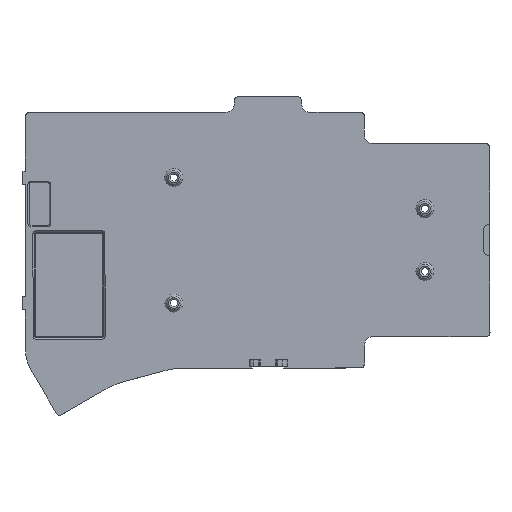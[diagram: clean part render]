
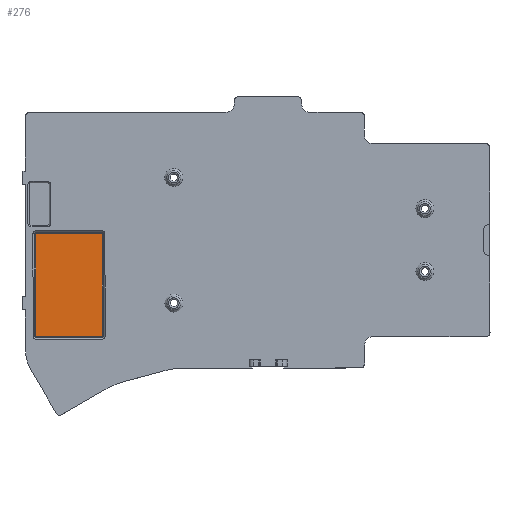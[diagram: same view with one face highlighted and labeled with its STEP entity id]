
A CAD part, top view. The second image highlights one B-rep face of the part: STEP entity #276.
In plain terms, the highlighted planar face has unit normal (0, 0, 1).
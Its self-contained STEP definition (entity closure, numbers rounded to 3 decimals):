
#95 = VERTEX_POINT('',#96);
#96 = CARTESIAN_POINT('',(141.244,40.13,0.904
    ));
#105 = VERTEX_POINT('',#106);
#106 = CARTESIAN_POINT('',(141.344,40.03,
    0.904));
#113 = EDGE_CURVE('',#95,#105,#114,.T.);
#114 = CIRCLE('',#115,0.1);
#115 = AXIS2_PLACEMENT_3D('',#116,#117,#118);
#116 = CARTESIAN_POINT('',(141.244,40.03,0.904)
  );
#117 = DIRECTION('',(0.,0.,
    -1.));
#118 = DIRECTION('',(-0.001,1.,
    0.));
#232 = VERTEX_POINT('',#233);
#233 = CARTESIAN_POINT('',(121.244,40.111,
    0.901));
#240 = EDGE_CURVE('',#232,#95,#241,.T.);
#241 = LINE('',#242,#243);
#242 = CARTESIAN_POINT('',(121.244,40.111,
    0.901));
#243 = VECTOR('',#244,1.);
#244 = DIRECTION('',(1.,0.001,
    0.));
#276 = ADVANCED_FACE('',(#277),#330,.T.);
#277 = FACE_BOUND('',#278,.F.);
#278 = EDGE_LOOP('',(#279,#280,#288,#297,#305,#314,#322,#329));
#279 = ORIENTED_EDGE('',*,*,#113,.T.);
#280 = ORIENTED_EDGE('',*,*,#281,.T.);
#281 = EDGE_CURVE('',#105,#282,#284,.T.);
#282 = VERTEX_POINT('',#283);
#283 = CARTESIAN_POINT('',(141.374,9.03,0.904
    ));
#284 = LINE('',#285,#286);
#285 = CARTESIAN_POINT('',(141.344,40.03,
    0.904));
#286 = VECTOR('',#287,1.);
#287 = DIRECTION('',(0.001,-1.,
    0.));
#288 = ORIENTED_EDGE('',*,*,#289,.T.);
#289 = EDGE_CURVE('',#282,#290,#292,.T.);
#290 = VERTEX_POINT('',#291);
#291 = CARTESIAN_POINT('',(141.274,8.93,0.904)
  );
#292 = CIRCLE('',#293,0.1);
#293 = AXIS2_PLACEMENT_3D('',#294,#295,#296);
#294 = CARTESIAN_POINT('',(141.274,9.03,0.904
    ));
#295 = DIRECTION('',(0.,0.,
    -1.));
#296 = DIRECTION('',(1.,0.001,
    0.));
#297 = ORIENTED_EDGE('',*,*,#298,.T.);
#298 = EDGE_CURVE('',#290,#299,#301,.T.);
#299 = VERTEX_POINT('',#300);
#300 = CARTESIAN_POINT('',(121.274,8.911,0.901
    ));
#301 = LINE('',#302,#303);
#302 = CARTESIAN_POINT('',(141.274,8.93,0.904)
  );
#303 = VECTOR('',#304,1.);
#304 = DIRECTION('',(-1.,-0.001,
    0.));
#305 = ORIENTED_EDGE('',*,*,#306,.T.);
#306 = EDGE_CURVE('',#299,#307,#309,.T.);
#307 = VERTEX_POINT('',#308);
#308 = CARTESIAN_POINT('',(121.174,9.011,0.901)
  );
#309 = CIRCLE('',#310,0.1);
#310 = AXIS2_PLACEMENT_3D('',#311,#312,#313);
#311 = CARTESIAN_POINT('',(121.274,9.011,0.901)
  );
#312 = DIRECTION('',(0.,0.,
    -1.));
#313 = DIRECTION('',(0.001,-1.,
    0.));
#314 = ORIENTED_EDGE('',*,*,#315,.T.);
#315 = EDGE_CURVE('',#307,#316,#318,.T.);
#316 = VERTEX_POINT('',#317);
#317 = CARTESIAN_POINT('',(121.144,40.011,
    0.901));
#318 = LINE('',#319,#320);
#319 = CARTESIAN_POINT('',(121.174,9.011,0.901)
  );
#320 = VECTOR('',#321,1.);
#321 = DIRECTION('',(-0.001,1.,
    0.));
#322 = ORIENTED_EDGE('',*,*,#323,.T.);
#323 = EDGE_CURVE('',#316,#232,#324,.T.);
#324 = CIRCLE('',#325,0.1);
#325 = AXIS2_PLACEMENT_3D('',#326,#327,#328);
#326 = CARTESIAN_POINT('',(121.244,40.011,
    0.901));
#327 = DIRECTION('',(0.,0.,
    -1.));
#328 = DIRECTION('',(-1.,-0.001,
    0.));
#329 = ORIENTED_EDGE('',*,*,#240,.T.);
#330 = PLANE('',#331);
#331 = AXIS2_PLACEMENT_3D('',#332,#333,#334);
#332 = CARTESIAN_POINT('',(128.904,30.911,
    0.902));
#333 = DIRECTION('',(0.,0.,
    1.));
#334 = DIRECTION('',(1.,0.001,
    0.));
